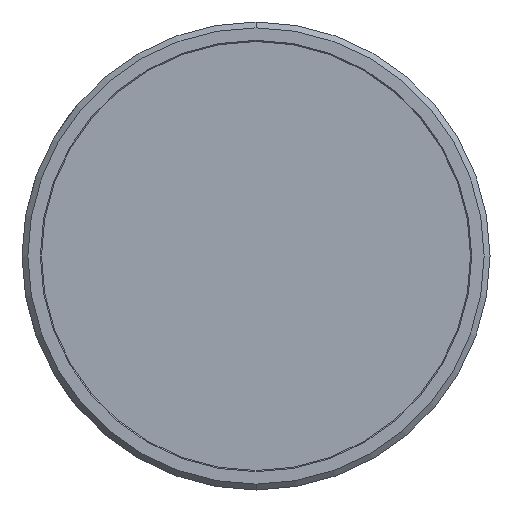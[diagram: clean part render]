
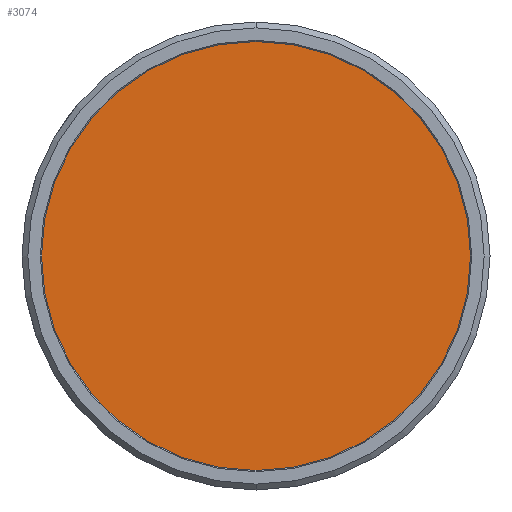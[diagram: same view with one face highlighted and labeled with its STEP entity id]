
A CAD part, left-side view. The second image highlights one B-rep face of the part: STEP entity #3074.
In plain terms, the highlighted planar face has unit normal (-1, 0, 0).
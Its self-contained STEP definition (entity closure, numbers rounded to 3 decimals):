
#321 = FACE_OUTER_BOUND ( 'NONE', #1459, .T. ) ;
#578 = DIRECTION ( 'NONE',  ( 1., 0., 0. ) ) ;
#589 = DIRECTION ( 'NONE',  ( 0., 0., 1. ) ) ;
#743 = CARTESIAN_POINT ( 'NONE',  ( 2.376, 0., 55. ) ) ;
#752 = DIRECTION ( 'NONE',  ( 0., 0., 1. ) ) ;
#1021 = CARTESIAN_POINT ( 'NONE',  ( 2.376, 0., -55. ) ) ;
#1207 = CARTESIAN_POINT ( 'NONE',  ( 2.376, 0., 0. ) ) ;
#1459 = EDGE_LOOP ( 'NONE', ( #4180, #3925 ) ) ;
#1644 = AXIS2_PLACEMENT_3D ( 'NONE', #3154, #3191, #1847 ) ;
#1729 = CARTESIAN_POINT ( 'NONE',  ( 2.376, 0., 0. ) ) ;
#1847 = DIRECTION ( 'NONE',  ( 0., 0., -1. ) ) ;
#2034 = VERTEX_POINT ( 'NONE', #1021 ) ;
#2139 = VERTEX_POINT ( 'NONE', #743 ) ;
#2710 = DIRECTION ( 'NONE',  ( 1., 0., 0. ) ) ;
#2736 = EDGE_CURVE ( 'NONE', #2139, #2034, #4213, .T. ) ;
#2992 = EDGE_CURVE ( 'NONE', #2034, #2139, #3210, .T. ) ;
#3074 = ADVANCED_FACE ( 'NONE', ( #321 ), #3547, .F. ) ;
#3115 = AXIS2_PLACEMENT_3D ( 'NONE', #1729, #2710, #752 ) ;
#3154 = CARTESIAN_POINT ( 'NONE',  ( 2.376, -55.66, 55.66 ) ) ;
#3191 = DIRECTION ( 'NONE',  ( 1., 0., 0. ) ) ;
#3210 = CIRCLE ( 'NONE', #4025, 55. ) ;
#3547 = PLANE ( 'NONE',  #1644 ) ;
#3925 = ORIENTED_EDGE ( 'NONE', *, *, #2992, .F. ) ;
#4025 = AXIS2_PLACEMENT_3D ( 'NONE', #1207, #578, #589 ) ;
#4180 = ORIENTED_EDGE ( 'NONE', *, *, #2736, .F. ) ;
#4213 = CIRCLE ( 'NONE', #3115, 55. ) ;
